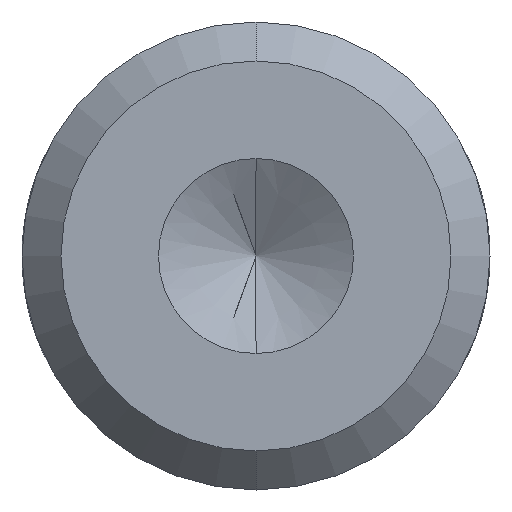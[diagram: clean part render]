
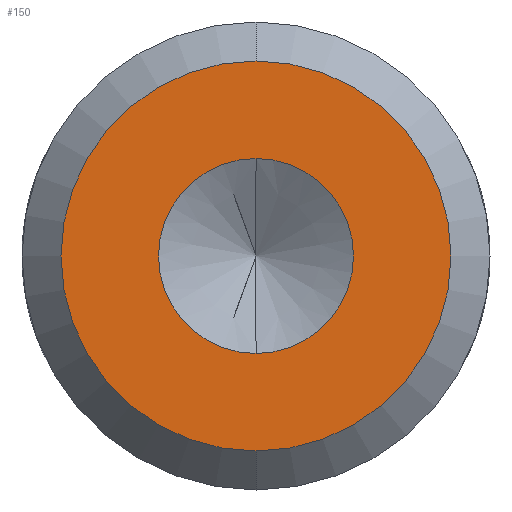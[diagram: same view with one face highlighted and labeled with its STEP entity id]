
A CAD part, front view. The second image highlights one B-rep face of the part: STEP entity #150.
In plain terms, the highlighted planar face has unit normal (0, -1, 0).
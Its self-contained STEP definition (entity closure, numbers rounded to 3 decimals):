
#35 = ORIENTED_EDGE ( 'NONE', *, *, #640, .T. ) ;
#95 = ORIENTED_EDGE ( 'NONE', *, *, #916, .F. ) ;
#121 = FACE_BOUND ( 'NONE', #186, .T. ) ;
#139 = AXIS2_PLACEMENT_3D ( 'NONE', #382, #143, #310 ) ;
#143 = DIRECTION ( 'NONE',  ( 0., -1., 0. ) ) ;
#150 = ADVANCED_FACE ( 'NONE', ( #121, #554 ), #291, .F. ) ;
#154 = CIRCLE ( 'NONE', #139, 2.5 ) ;
#168 = EDGE_LOOP ( 'NONE', ( #35, #264 ) ) ;
#171 = CARTESIAN_POINT ( 'NONE',  ( 0., 0., 0. ) ) ;
#186 = EDGE_LOOP ( 'NONE', ( #266, #95 ) ) ;
#251 = DIRECTION ( 'NONE',  ( 0., -1., 0. ) ) ;
#254 = DIRECTION ( 'NONE',  ( 0., 0., -1. ) ) ;
#264 = ORIENTED_EDGE ( 'NONE', *, *, #488, .T. ) ;
#266 = ORIENTED_EDGE ( 'NONE', *, *, #739, .F. ) ;
#289 = DIRECTION ( 'NONE',  ( 0., -1., 0. ) ) ;
#291 = PLANE ( 'NONE',  #692 ) ;
#292 = DIRECTION ( 'NONE',  ( 0., -1., 0. ) ) ;
#293 = CARTESIAN_POINT ( 'NONE',  ( 0., 0., 0. ) ) ;
#307 = CARTESIAN_POINT ( 'NONE',  ( 0., 0., -2.5 ) ) ;
#310 = DIRECTION ( 'NONE',  ( 0., 0., -1. ) ) ;
#371 = VERTEX_POINT ( 'NONE', #729 ) ;
#382 = CARTESIAN_POINT ( 'NONE',  ( 0., 0., 0. ) ) ;
#398 = VERTEX_POINT ( 'NONE', #433 ) ;
#425 = CIRCLE ( 'NONE', #840, 2.5 ) ;
#433 = CARTESIAN_POINT ( 'NONE',  ( 0., 0., -5. ) ) ;
#488 = EDGE_CURVE ( 'NONE', #398, #371, #525, .T. ) ;
#504 = CARTESIAN_POINT ( 'NONE',  ( 0., 0., 0. ) ) ;
#505 = CARTESIAN_POINT ( 'NONE',  ( 0., 0., 2.5 ) ) ;
#511 = DIRECTION ( 'NONE',  ( 0., 0., 1. ) ) ;
#525 = CIRCLE ( 'NONE', #774, 5. ) ;
#554 = FACE_OUTER_BOUND ( 'NONE', #168, .T. ) ;
#640 = EDGE_CURVE ( 'NONE', #371, #398, #959, .T. ) ;
#654 = VERTEX_POINT ( 'NONE', #505 ) ;
#685 = DIRECTION ( 'NONE',  ( 0., 0., -1. ) ) ;
#692 = AXIS2_PLACEMENT_3D ( 'NONE', #293, #1000, #511 ) ;
#729 = CARTESIAN_POINT ( 'NONE',  ( 0., 0., 5. ) ) ;
#739 = EDGE_CURVE ( 'NONE', #778, #654, #154, .T. ) ;
#774 = AXIS2_PLACEMENT_3D ( 'NONE', #171, #251, #254 ) ;
#778 = VERTEX_POINT ( 'NONE', #307 ) ;
#840 = AXIS2_PLACEMENT_3D ( 'NONE', #504, #292, #685 ) ;
#857 = AXIS2_PLACEMENT_3D ( 'NONE', #911, #289, #908 ) ;
#908 = DIRECTION ( 'NONE',  ( 0., 0., -1. ) ) ;
#911 = CARTESIAN_POINT ( 'NONE',  ( 0., 0., 0. ) ) ;
#916 = EDGE_CURVE ( 'NONE', #654, #778, #425, .T. ) ;
#959 = CIRCLE ( 'NONE', #857, 5. ) ;
#1000 = DIRECTION ( 'NONE',  ( 0., 1., 0. ) ) ;
